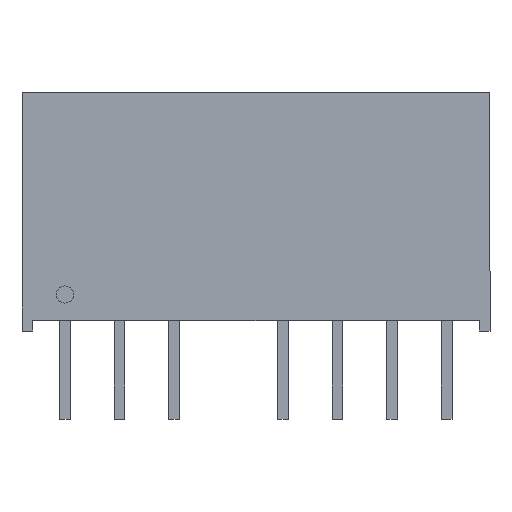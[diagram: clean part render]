
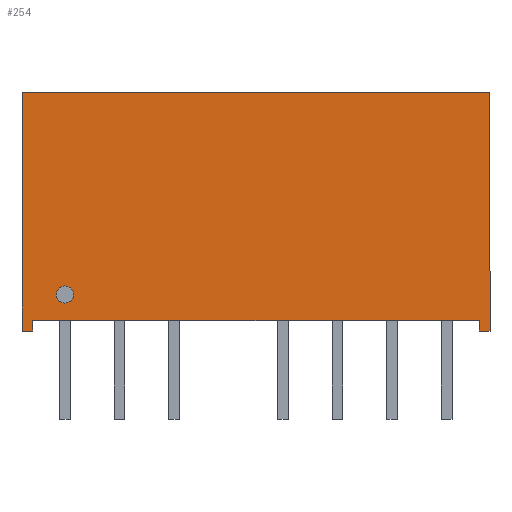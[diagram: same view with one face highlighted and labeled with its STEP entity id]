
A CAD part, top view. The second image highlights one B-rep face of the part: STEP entity #254.
In plain terms, the highlighted planar face has unit normal (0, 0, 1).
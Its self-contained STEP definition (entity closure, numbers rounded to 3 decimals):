
#5 = ORIENTED_EDGE ( 'NONE', *, *, #602, .T. ) ;
#28 = EDGE_CURVE ( 'NONE', #668, #161, #798, .T. ) ;
#114 = CARTESIAN_POINT ( 'NONE',  ( 10.4, 10.6, 4.6 ) ) ;
#115 = VECTOR ( 'NONE', #252, 1000. ) ;
#133 = VECTOR ( 'NONE', #1120, 1000. ) ;
#139 = EDGE_CURVE ( 'NONE', #161, #1262, #720, .T. ) ;
#152 = CIRCLE ( 'NONE', #1399, 0.4 ) ;
#161 = VERTEX_POINT ( 'NONE', #290 ) ;
#181 = CARTESIAN_POINT ( 'NONE',  ( 10.9, -0.5, 4.6 ) ) ;
#190 = VERTEX_POINT ( 'NONE', #853 ) ;
#210 = CARTESIAN_POINT ( 'NONE',  ( 10.9, 10.6, 4.6 ) ) ;
#250 = EDGE_CURVE ( 'NONE', #190, #479, #1309, .T. ) ;
#252 = DIRECTION ( 'NONE',  ( 0., 1., 0. ) ) ;
#254 = ADVANCED_FACE ( 'NONE', ( #332, #1085 ), #1400, .F. ) ;
#280 = ORIENTED_EDGE ( 'NONE', *, *, #712, .F. ) ;
#290 = CARTESIAN_POINT ( 'NONE',  ( 10.9, -0.5, 4.6 ) ) ;
#293 = ORIENTED_EDGE ( 'NONE', *, *, #28, .T. ) ;
#297 = VERTEX_POINT ( 'NONE', #642 ) ;
#315 = VECTOR ( 'NONE', #1233, 1000. ) ;
#332 = FACE_BOUND ( 'NONE', #815, .T. ) ;
#342 = ORIENTED_EDGE ( 'NONE', *, *, #792, .T. ) ;
#345 = EDGE_CURVE ( 'NONE', #1385, #465, #622, .T. ) ;
#350 = CARTESIAN_POINT ( 'NONE',  ( -8.9, 1.2, 4.6 ) ) ;
#356 = LINE ( 'NONE', #1102, #315 ) ;
#359 = ORIENTED_EDGE ( 'NONE', *, *, #139, .T. ) ;
#372 = CARTESIAN_POINT ( 'NONE',  ( 10.4, -0.5, 4.6 ) ) ;
#375 = CARTESIAN_POINT ( 'NONE',  ( 10.4, 0., 4.6 ) ) ;
#420 = DIRECTION ( 'NONE',  ( -1., 0., 0. ) ) ;
#446 = CARTESIAN_POINT ( 'NONE',  ( -10.4, -0.5, 4.6 ) ) ;
#460 = EDGE_CURVE ( 'NONE', #297, #1304, #583, .T. ) ;
#465 = VERTEX_POINT ( 'NONE', #700 ) ;
#468 = DIRECTION ( 'NONE',  ( 1., 0., 0. ) ) ;
#475 = CARTESIAN_POINT ( 'NONE',  ( -10.4, -0.5, 4.6 ) ) ;
#479 = VERTEX_POINT ( 'NONE', #475 ) ;
#506 = DIRECTION ( 'NONE',  ( 0., 0., 1. ) ) ;
#513 = ORIENTED_EDGE ( 'NONE', *, *, #345, .F. ) ;
#542 = DIRECTION ( 'NONE',  ( -1., 0., 0. ) ) ;
#567 = VECTOR ( 'NONE', #867, 1000. ) ;
#583 = LINE ( 'NONE', #1248, #1202 ) ;
#602 = EDGE_CURVE ( 'NONE', #868, #190, #356, .T. ) ;
#604 = DIRECTION ( 'NONE',  ( 0., 1., 0. ) ) ;
#609 = CARTESIAN_POINT ( 'NONE',  ( 10.4, -0.5, 4.6 ) ) ;
#619 = CARTESIAN_POINT ( 'NONE',  ( -10.9, 10.6, 4.6 ) ) ;
#622 = CIRCLE ( 'NONE', #1196, 0.4 ) ;
#642 = CARTESIAN_POINT ( 'NONE',  ( -10.4, 0., 4.6 ) ) ;
#668 = VERTEX_POINT ( 'NONE', #609 ) ;
#681 = DIRECTION ( 'NONE',  ( 1., 0., 0. ) ) ;
#687 = CARTESIAN_POINT ( 'NONE',  ( -8.9, 1.2, 4.6 ) ) ;
#691 = AXIS2_PLACEMENT_3D ( 'NONE', #114, #1318, #542 ) ;
#700 = CARTESIAN_POINT ( 'NONE',  ( -8.5, 1.2, 4.6 ) ) ;
#712 = EDGE_CURVE ( 'NONE', #465, #1385, #152, .T. ) ;
#719 = ORIENTED_EDGE ( 'NONE', *, *, #1263, .T. ) ;
#720 = LINE ( 'NONE', #181, #1245 ) ;
#748 = CARTESIAN_POINT ( 'NONE',  ( 10.4, 0., 4.6 ) ) ;
#792 = EDGE_CURVE ( 'NONE', #1262, #868, #1386, .T. ) ;
#798 = LINE ( 'NONE', #372, #133 ) ;
#815 = EDGE_LOOP ( 'NONE', ( #280, #513 ) ) ;
#853 = CARTESIAN_POINT ( 'NONE',  ( -10.9, -0.5, 4.6 ) ) ;
#867 = DIRECTION ( 'NONE',  ( 0., -1., 0. ) ) ;
#868 = VERTEX_POINT ( 'NONE', #619 ) ;
#876 = DIRECTION ( 'NONE',  ( 1., 0., 0. ) ) ;
#913 = ORIENTED_EDGE ( 'NONE', *, *, #1116, .T. ) ;
#926 = ORIENTED_EDGE ( 'NONE', *, *, #460, .T. ) ;
#929 = CARTESIAN_POINT ( 'NONE',  ( -9.3, 1.2, 4.6 ) ) ;
#948 = VECTOR ( 'NONE', #876, 1000. ) ;
#972 = LINE ( 'NONE', #748, #567 ) ;
#1013 = DIRECTION ( 'NONE',  ( 0., 0., 1. ) ) ;
#1014 = EDGE_LOOP ( 'NONE', ( #913, #293, #359, #342, #5, #1259, #719, #926 ) ) ;
#1025 = DIRECTION ( 'NONE',  ( 1., 0., 0. ) ) ;
#1085 = FACE_OUTER_BOUND ( 'NONE', #1014, .T. ) ;
#1102 = CARTESIAN_POINT ( 'NONE',  ( -10.9, -0.5, 4.6 ) ) ;
#1116 = EDGE_CURVE ( 'NONE', #1304, #668, #972, .T. ) ;
#1120 = DIRECTION ( 'NONE',  ( 1., 0., 0. ) ) ;
#1140 = CARTESIAN_POINT ( 'NONE',  ( 10.9, 10.6, 4.6 ) ) ;
#1196 = AXIS2_PLACEMENT_3D ( 'NONE', #350, #1013, #468 ) ;
#1202 = VECTOR ( 'NONE', #681, 1000. ) ;
#1233 = DIRECTION ( 'NONE',  ( 0., -1., 0. ) ) ;
#1245 = VECTOR ( 'NONE', #604, 1000. ) ;
#1248 = CARTESIAN_POINT ( 'NONE',  ( -10.4, 0., 4.6 ) ) ;
#1259 = ORIENTED_EDGE ( 'NONE', *, *, #250, .T. ) ;
#1262 = VERTEX_POINT ( 'NONE', #1140 ) ;
#1263 = EDGE_CURVE ( 'NONE', #479, #297, #1362, .T. ) ;
#1304 = VERTEX_POINT ( 'NONE', #375 ) ;
#1309 = LINE ( 'NONE', #446, #948 ) ;
#1311 = VECTOR ( 'NONE', #420, 1000. ) ;
#1318 = DIRECTION ( 'NONE',  ( 0., 0., -1. ) ) ;
#1342 = CARTESIAN_POINT ( 'NONE',  ( -10.4, 0., 4.6 ) ) ;
#1362 = LINE ( 'NONE', #1342, #115 ) ;
#1385 = VERTEX_POINT ( 'NONE', #929 ) ;
#1386 = LINE ( 'NONE', #210, #1311 ) ;
#1399 = AXIS2_PLACEMENT_3D ( 'NONE', #687, #506, #1025 ) ;
#1400 = PLANE ( 'NONE',  #691 ) ;
